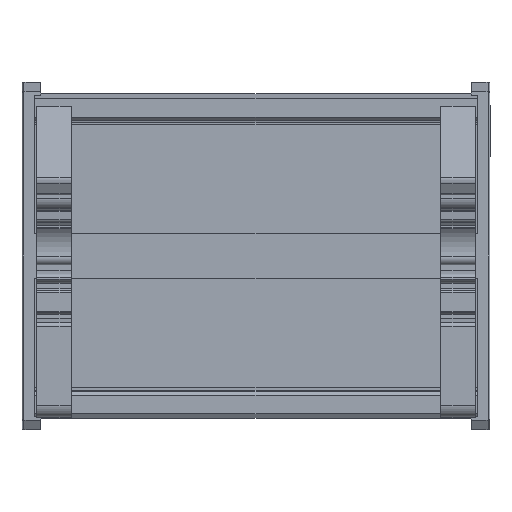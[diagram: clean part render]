
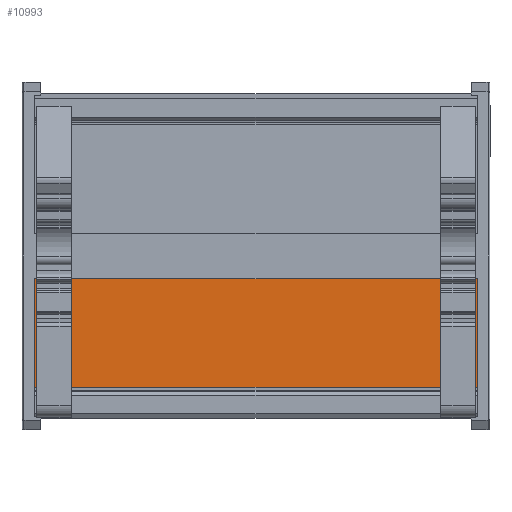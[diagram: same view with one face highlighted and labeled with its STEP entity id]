
A CAD part, front view. The second image highlights one B-rep face of the part: STEP entity #10993.
In plain terms, the highlighted planar face has unit normal (0, -1, 0).
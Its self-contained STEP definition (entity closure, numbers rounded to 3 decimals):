
#10937=CARTESIAN_POINT('',(-570.895,-523.966,117.2));
#10938=VERTEX_POINT('',#10937);
#10945=CARTESIAN_POINT('',(-570.895,-523.966,0.0));
#10946=VERTEX_POINT('',#10945);
#10947=CARTESIAN_POINT('',(-570.895,-523.966,0.0));
#10948=DIRECTION('',(0.0,0.0,1.0));
#10949=VECTOR('',#10948,117.2);
#10950=LINE('',#10947,#10949);
#10951=EDGE_CURVE('',#10946,#10938,#10950,.T.);
#10963=CARTESIAN_POINT('',(-570.895,-523.966,0.0));
#10964=DIRECTION('',(0.0,-1.0,0.0));
#10965=DIRECTION('',(0.0,0.0,-1.0));
#10966=AXIS2_PLACEMENT_3D('',#10963,#10964,#10965);
#10967=PLANE('',#10966);
#10968=CARTESIAN_POINT('',(-599.716,-523.966,117.2));
#10969=VERTEX_POINT('',#10968);
#10970=CARTESIAN_POINT('',(-570.895,-523.966,117.2));
#10971=DIRECTION('',(-1.0,0.0,0.0));
#10972=VECTOR('',#10971,28.821);
#10973=LINE('',#10970,#10972);
#10974=EDGE_CURVE('',#10938,#10969,#10973,.T.);
#10975=ORIENTED_EDGE('',*,*,#10974,.T.);
#10976=CARTESIAN_POINT('',(-599.716,-523.966,0.0));
#10977=VERTEX_POINT('',#10976);
#10978=CARTESIAN_POINT('',(-599.716,-523.966,0.0));
#10979=DIRECTION('',(0.0,0.0,1.0));
#10980=VECTOR('',#10979,117.2);
#10981=LINE('',#10978,#10980);
#10982=EDGE_CURVE('',#10977,#10969,#10981,.T.);
#10983=ORIENTED_EDGE('',*,*,#10982,.F.);
#10984=CARTESIAN_POINT('',(-599.716,-523.966,0.0));
#10985=DIRECTION('',(1.0,0.0,0.0));
#10986=VECTOR('',#10985,28.821);
#10987=LINE('',#10984,#10986);
#10988=EDGE_CURVE('',#10977,#10946,#10987,.T.);
#10989=ORIENTED_EDGE('',*,*,#10988,.T.);
#10990=ORIENTED_EDGE('',*,*,#10951,.T.);
#10991=EDGE_LOOP('',(#10975,#10983,#10989,#10990));
#10992=FACE_OUTER_BOUND('',#10991,.T.);
#10993=ADVANCED_FACE('',(#10992),#10967,.T.);
